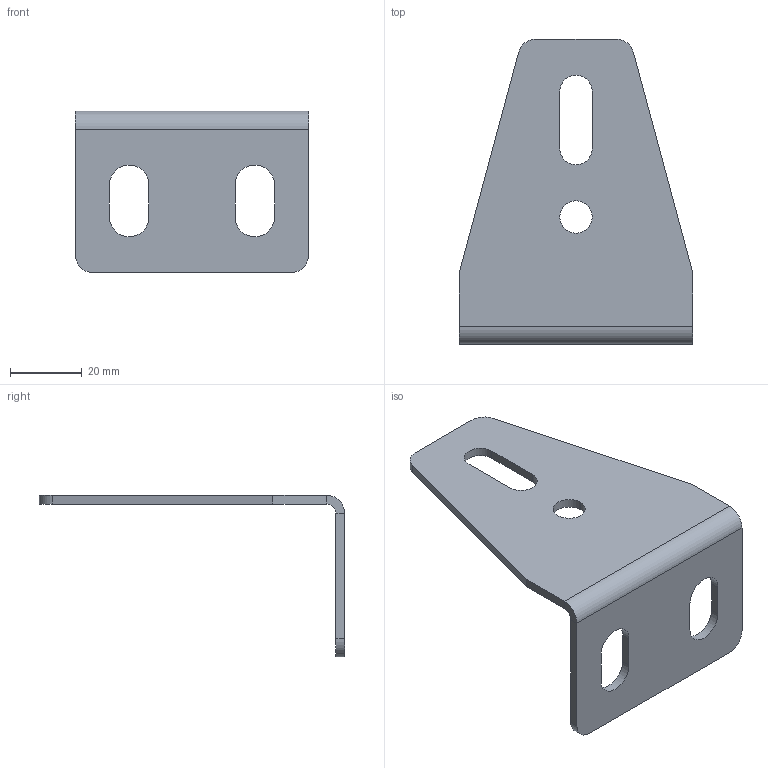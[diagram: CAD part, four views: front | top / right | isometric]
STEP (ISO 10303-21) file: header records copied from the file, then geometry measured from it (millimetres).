
FILE_DESCRIPTION (( 'STEP AP203' ), '1' );
FILE_NAME ('LE-KVK00-100 LESTA Êðîíøòåéí äëÿ âåðò. êðåïëåíèÿ 100ìì IEK.STEP', '2023-03-23T06:12:08', ( '' ), ( '' ), 'SwSTEP 2.0', 'SolidWorks 2022', '' );
FILE_SCHEMA (( 'CONFIG_CONTROL_DESIGN' ));
Length unit declared in the file: millimetre
Products named in the file (1): LE-KVK00-100 LESTA Кронштейн для верт. крепления 100мм IEK
Bounding box: 65 x 85 x 45 mm (x, y, z)
Volume: 15924.3 mm3; surface area: 14085.8 mm2
Topology: 1 solids, 1 shells, 36 faces, 94 edges, 60 vertices
Faces by surface type: plane 20, cylinder 16
Entity records: 1199 total; most frequent: DIRECTION 200, CARTESIAN_POINT 191, ORIENTED_EDGE 188, EDGE_CURVE 94, AXIS2_PLACEMENT_3D 69, VECTOR 62, LINE 62, VERTEX_POINT 60
